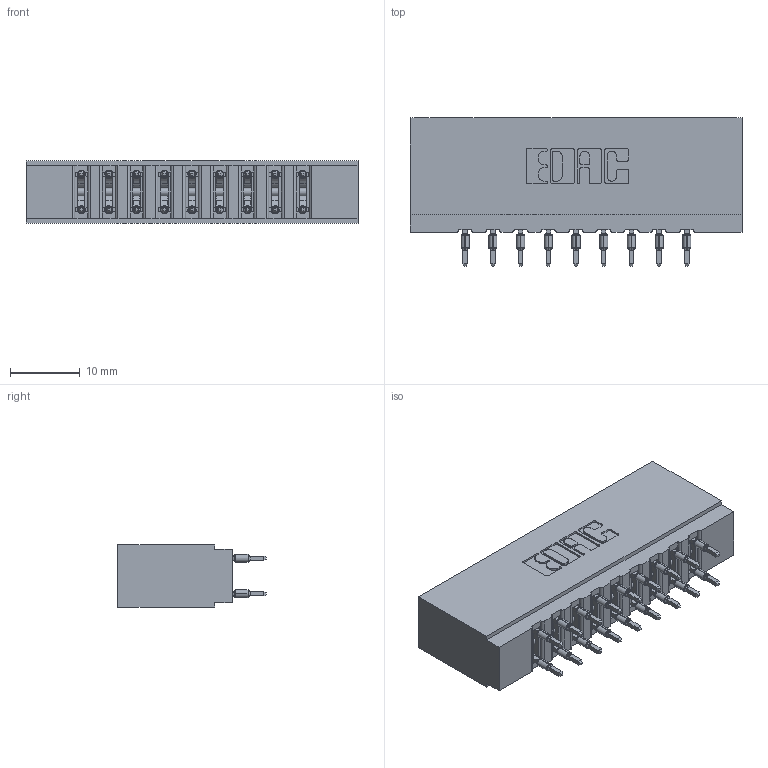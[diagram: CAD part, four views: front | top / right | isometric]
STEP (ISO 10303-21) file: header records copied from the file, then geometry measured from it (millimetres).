
FILE_DESCRIPTION (( 'STEP AP203' ), '1' );
FILE_NAME ('737-018-520-201.STEP', '2020-09-10T20:21:49', ( '' ), ( '' ), 'SwSTEP 2.0', 'SolidWorks 2020', '' );
FILE_SCHEMA (( 'CONFIG_CONTROL_DESIGN' ));
Length unit declared in the file: inch
Products named in the file (3): 745-292-001_520; 737 Part_Insulator Option - 01; 737-018-520-201
Assembly tree (19 placements, depth 2):
  737-018-520-201
    737 Part_Insulator Option - 01
    745-292-001_520  x18
Bounding box: 47.5 x 21.22 x 8.89 mm (x, y, z)
Volume: 4889.5 mm3; surface area: 6276.1 mm2
Topology: 19 solids, 19 shells, 1714 faces, 4611 edges, 2906 vertices
Faces by surface type: plane 891, bspline 360, cylinder 355, torus 108
Entity records: 19927 total; most frequent: CARTESIAN_POINT 3971, ORIENTED_EDGE 3340, DIRECTION 2944, EDGE_CURVE 1670, LINE 1434, VECTOR 1434, VERTEX_POINT 1070, AXIS2_PLACEMENT_3D 755
